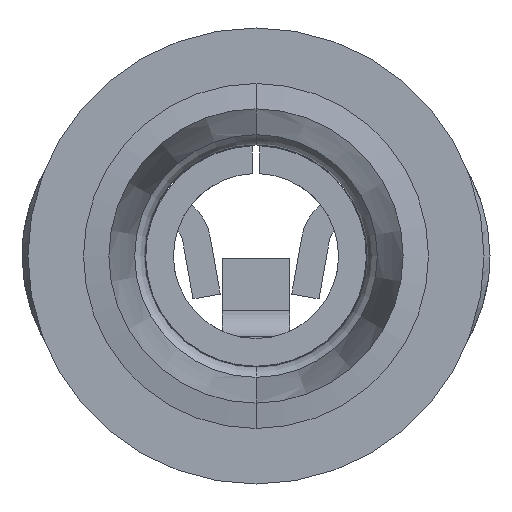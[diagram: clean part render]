
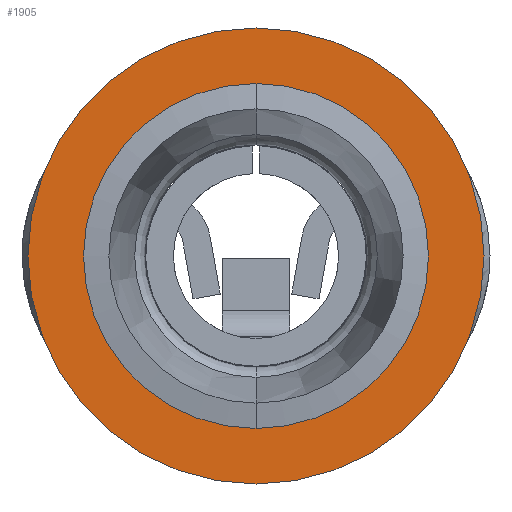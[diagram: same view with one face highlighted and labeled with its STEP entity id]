
A CAD part, front view. The second image highlights one B-rep face of the part: STEP entity #1905.
In plain terms, the highlighted planar face has unit normal (0, -1, 0).
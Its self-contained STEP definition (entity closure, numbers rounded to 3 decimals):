
#150 = DIRECTION ( 'NONE',  ( 1., 0., 0. ) ) ;
#328 = CARTESIAN_POINT ( 'NONE',  ( -2.875, -11.5, 1.39 ) ) ;
#332 = CARTESIAN_POINT ( 'NONE',  ( 2.175, -11.5, 1.39 ) ) ;
#424 = VERTEX_POINT ( 'NONE', #552 ) ;
#552 = CARTESIAN_POINT ( 'NONE',  ( -2.875, -11.5, 1.39 ) ) ;
#739 = DIRECTION ( 'NONE',  ( 0., -1., 0. ) ) ;
#763 = CARTESIAN_POINT ( 'NONE',  ( 2.875, -11.5, 1.39 ) ) ;
#799 = VERTEX_POINT ( 'NONE', #1938 ) ;
#831 = CIRCLE ( 'NONE', #1207, 2.875 ) ;
#1207 = AXIS2_PLACEMENT_3D ( 'NONE', #2304, #3490, #3142 ) ;
#1238 = ORIENTED_EDGE ( 'NONE', *, *, #1778, .F. ) ;
#1307 = CIRCLE ( 'NONE', #3299, 2.175 ) ;
#1368 = EDGE_CURVE ( 'NONE', #1655, #799, #1307, .T. ) ;
#1442 = EDGE_CURVE ( 'NONE', #799, #1655, #5092, .T. ) ;
#1655 = VERTEX_POINT ( 'NONE', #332 ) ;
#1778 = EDGE_CURVE ( 'NONE', #4831, #424, #831, .T. ) ;
#1850 = AXIS2_PLACEMENT_3D ( 'NONE', #4438, #3242, #2030 ) ;
#1905 = ADVANCED_FACE ( 'NONE', ( #4984, #3245 ), #3180, .T. ) ;
#1938 = CARTESIAN_POINT ( 'NONE',  ( -2.175, -11.5, 1.39 ) ) ;
#2030 = DIRECTION ( 'NONE',  ( -1., 0., 0. ) ) ;
#2051 = EDGE_CURVE ( 'NONE', #424, #4831, #4979, .T. ) ;
#2304 = CARTESIAN_POINT ( 'NONE',  ( 0., -11.5, 1.39 ) ) ;
#2403 = DIRECTION ( 'NONE',  ( 1., 0., 0. ) ) ;
#2522 = CARTESIAN_POINT ( 'NONE',  ( 0., -11.5, 1.39 ) ) ;
#2559 = CARTESIAN_POINT ( 'NONE',  ( 0., -11.5, 1.39 ) ) ;
#2733 = AXIS2_PLACEMENT_3D ( 'NONE', #2522, #4568, #3382 ) ;
#2937 = DIRECTION ( 'NONE',  ( 0., 1., 0. ) ) ;
#3000 = ORIENTED_EDGE ( 'NONE', *, *, #2051, .F. ) ;
#3142 = DIRECTION ( 'NONE',  ( -1., 0., 0. ) ) ;
#3180 = PLANE ( 'NONE',  #4379 ) ;
#3242 = DIRECTION ( 'NONE',  ( 0., 1., 0. ) ) ;
#3245 = FACE_OUTER_BOUND ( 'NONE', #5206, .T. ) ;
#3299 = AXIS2_PLACEMENT_3D ( 'NONE', #2559, #2937, #150 ) ;
#3382 = DIRECTION ( 'NONE',  ( 1., 0., 0. ) ) ;
#3490 = DIRECTION ( 'NONE',  ( 0., 1., 0. ) ) ;
#3576 = EDGE_LOOP ( 'NONE', ( #5022, #4914 ) ) ;
#4379 = AXIS2_PLACEMENT_3D ( 'NONE', #328, #739, #2403 ) ;
#4438 = CARTESIAN_POINT ( 'NONE',  ( 0., -11.5, 1.39 ) ) ;
#4568 = DIRECTION ( 'NONE',  ( 0., 1., 0. ) ) ;
#4831 = VERTEX_POINT ( 'NONE', #763 ) ;
#4914 = ORIENTED_EDGE ( 'NONE', *, *, #1368, .T. ) ;
#4979 = CIRCLE ( 'NONE', #1850, 2.875 ) ;
#4984 = FACE_BOUND ( 'NONE', #3576, .T. ) ;
#5022 = ORIENTED_EDGE ( 'NONE', *, *, #1442, .T. ) ;
#5092 = CIRCLE ( 'NONE', #2733, 2.175 ) ;
#5206 = EDGE_LOOP ( 'NONE', ( #3000, #1238 ) ) ;
